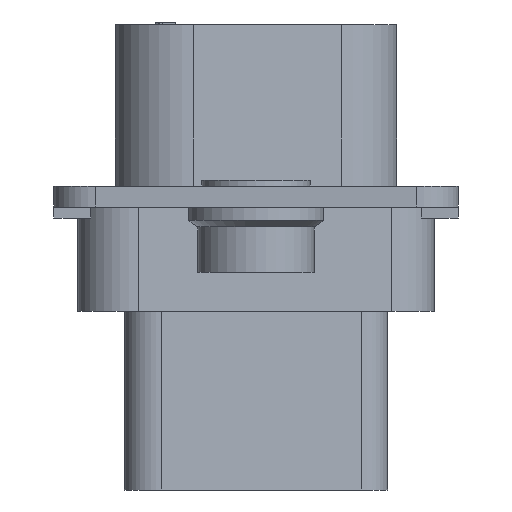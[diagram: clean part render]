
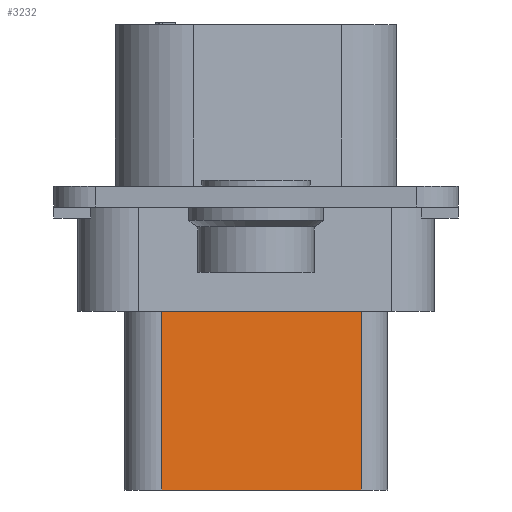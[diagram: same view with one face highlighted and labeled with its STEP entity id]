
A CAD part, left-side view. The second image highlights one B-rep face of the part: STEP entity #3232.
In plain terms, the highlighted planar face has unit normal (-0.985, -0.174, 0).
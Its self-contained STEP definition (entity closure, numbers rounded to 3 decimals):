
#136 = ORIENTED_EDGE ( 'NONE', *, *, #11621, .T. ) ;
#971 = EDGE_CURVE ( 'NONE', #10222, #7794, #11659, .T. ) ;
#1965 = DIRECTION ( 'NONE',  ( -0.174, 0.985, 0. ) ) ;
#1982 = DIRECTION ( 'NONE',  ( -0.985, -0.174, 0. ) ) ;
#2141 = DIRECTION ( 'NONE',  ( -0.174, 0.985, 0. ) ) ;
#2953 = VECTOR ( 'NONE', #15662, 1000. ) ;
#3232 = ADVANCED_FACE ( 'NONE', ( #14389 ), #3348, .T. ) ;
#3264 = CARTESIAN_POINT ( 'NONE',  ( -24.55, -4.009, -17.714 ) ) ;
#3348 = PLANE ( 'NONE',  #7321 ) ;
#4588 = ORIENTED_EDGE ( 'NONE', *, *, #13468, .F. ) ;
#4807 = EDGE_CURVE ( 'NONE', #10377, #11318, #13018, .T. ) ;
#5821 = CARTESIAN_POINT ( 'NONE',  ( -24.55, -4.009, -10.907 ) ) ;
#5908 = LINE ( 'NONE', #14621, #2953 ) ;
#6678 = VECTOR ( 'NONE', #1965, 1000. ) ;
#7321 = AXIS2_PLACEMENT_3D ( 'NONE', #8218, #1982, #2141 ) ;
#7794 = VERTEX_POINT ( 'NONE', #14348 ) ;
#8053 = DIRECTION ( 'NONE',  ( -0.174, 0.985, 0. ) ) ;
#8218 = CARTESIAN_POINT ( 'NONE',  ( -24.55, -4.009, -10.907 ) ) ;
#9603 = ORIENTED_EDGE ( 'NONE', *, *, #971, .F. ) ;
#9725 = EDGE_LOOP ( 'NONE', ( #136, #9603, #4588, #11592 ) ) ;
#10183 = LINE ( 'NONE', #12662, #12466 ) ;
#10222 = VERTEX_POINT ( 'NONE', #12852 ) ;
#10377 = VERTEX_POINT ( 'NONE', #11972 ) ;
#11318 = VERTEX_POINT ( 'NONE', #14878 ) ;
#11592 = ORIENTED_EDGE ( 'NONE', *, *, #4807, .T. ) ;
#11621 = EDGE_CURVE ( 'NONE', #11318, #7794, #5908, .T. ) ;
#11659 = LINE ( 'NONE', #3264, #13759 ) ;
#11972 = CARTESIAN_POINT ( 'NONE',  ( -24.55, -4.009, -10.907 ) ) ;
#12466 = VECTOR ( 'NONE', #14846, 1000. ) ;
#12662 = CARTESIAN_POINT ( 'NONE',  ( -24.55, -4.009, -10.907 ) ) ;
#12852 = CARTESIAN_POINT ( 'NONE',  ( -24.55, -4.009, -17.714 ) ) ;
#13018 = LINE ( 'NONE', #5821, #6678 ) ;
#13468 = EDGE_CURVE ( 'NONE', #10377, #10222, #10183, .T. ) ;
#13759 = VECTOR ( 'NONE', #8053, 1000. ) ;
#14348 = CARTESIAN_POINT ( 'NONE',  ( -25.889, 3.586, -17.714 ) ) ;
#14389 = FACE_OUTER_BOUND ( 'NONE', #9725, .T. ) ;
#14621 = CARTESIAN_POINT ( 'NONE',  ( -25.889, 3.586, -10.907 ) ) ;
#14846 = DIRECTION ( 'NONE',  ( 0., 0., -1. ) ) ;
#14878 = CARTESIAN_POINT ( 'NONE',  ( -25.889, 3.586, -10.907 ) ) ;
#15662 = DIRECTION ( 'NONE',  ( 0., 0., -1. ) ) ;
